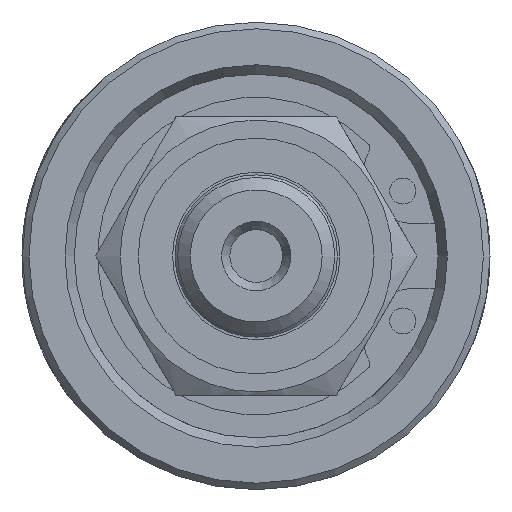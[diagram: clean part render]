
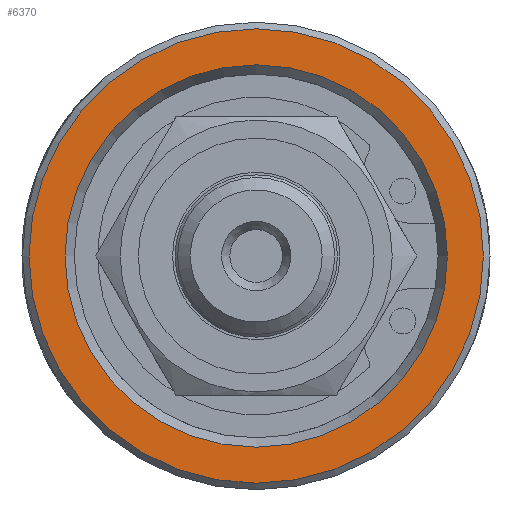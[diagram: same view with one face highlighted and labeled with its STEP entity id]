
A CAD part, left-side view. The second image highlights one B-rep face of the part: STEP entity #6370.
In plain terms, the highlighted planar face has unit normal (-1, 0, 0).
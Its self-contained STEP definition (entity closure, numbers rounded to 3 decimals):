
#70=FACE_BOUND('',#2238,.T.);
#1837=FACE_OUTER_BOUND('',#2237,.T.);
#2237=EDGE_LOOP('',(#5890));
#2238=EDGE_LOOP('',(#5891,#5892));
#2451=CIRCLE('',#6797,13.785);
#2452=CIRCLE('',#6799,11.6);
#2453=CIRCLE('',#6800,11.6);
#3084=VERTEX_POINT('',#56867);
#3085=VERTEX_POINT('',#56871);
#3086=VERTEX_POINT('',#56872);
#4024=EDGE_CURVE('',#3084,#3084,#2451,.T.);
#4025=EDGE_CURVE('',#3085,#3086,#2452,.T.);
#4026=EDGE_CURVE('',#3086,#3085,#2453,.T.);
#5890=ORIENTED_EDGE('',*,*,#4024,.F.);
#5891=ORIENTED_EDGE('',*,*,#4025,.T.);
#5892=ORIENTED_EDGE('',*,*,#4026,.T.);
#6017=PLANE('',#6798);
#6370=ADVANCED_FACE('',(#1837,#70),#6017,.T.);
#6797=AXIS2_PLACEMENT_3D('',#56869,#7953,#7954);
#6798=AXIS2_PLACEMENT_3D('',#56870,#7955,#7956);
#6799=AXIS2_PLACEMENT_3D('',#56873,#7957,#7958);
#6800=AXIS2_PLACEMENT_3D('',#56874,#7959,#7960);
#7953=DIRECTION('center_axis',(1.,0.,0.));
#7954=DIRECTION('ref_axis',(0.,-1.,0.));
#7955=DIRECTION('center_axis',(-1.,0.,0.));
#7956=DIRECTION('ref_axis',(0.,0.,1.));
#7957=DIRECTION('center_axis',(1.,0.,0.));
#7958=DIRECTION('ref_axis',(0.,1.,0.));
#7959=DIRECTION('center_axis',(1.,0.,0.));
#7960=DIRECTION('ref_axis',(0.,1.,0.));
#56867=CARTESIAN_POINT('',(0.,13.785,0.));
#56869=CARTESIAN_POINT('Origin',(0.,0.,0.));
#56870=CARTESIAN_POINT('Origin',(0.,7.093,0.));
#56871=CARTESIAN_POINT('',(0.,11.6,0.));
#56872=CARTESIAN_POINT('',(0.,-11.6,0.));
#56873=CARTESIAN_POINT('Origin',(0.,0.,0.));
#56874=CARTESIAN_POINT('Origin',(0.,0.,0.));
